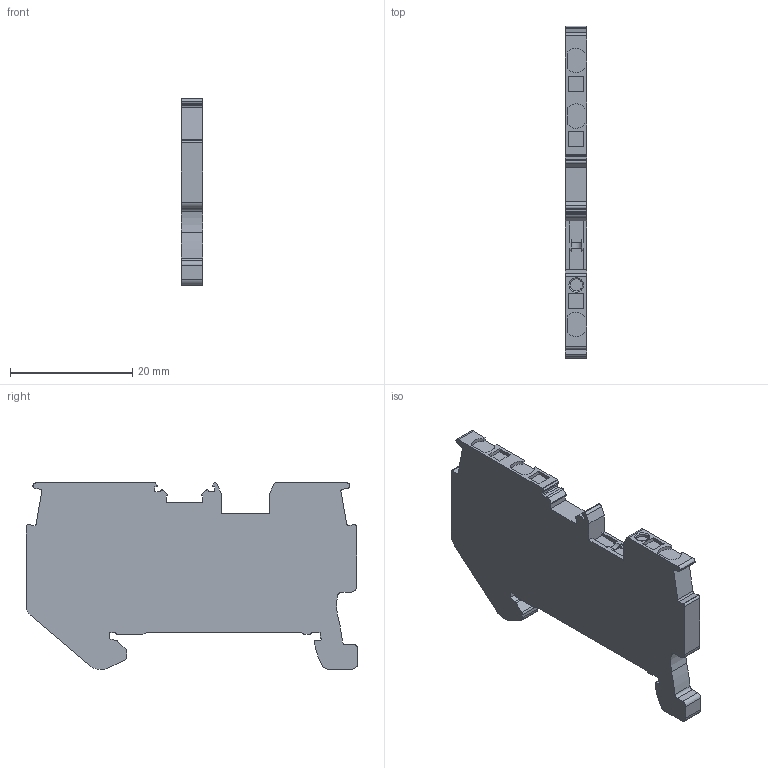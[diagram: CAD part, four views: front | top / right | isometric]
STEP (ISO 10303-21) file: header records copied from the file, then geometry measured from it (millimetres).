
FILE_DESCRIPTION( ( 'Unknown' ), '1' );
FILE_NAME( 'DPT 1.5-3-PE 簡易3D 20230213.stp', 'Unknown', ( 'Unknown' ), ( 'Unknown' ), 'XStep 1.0', 'Unknown', ' ' );
FILE_SCHEMA( ( 'automotive_design' ) );
Length unit declared in the file: millimetre
Products named in the file (1): DPT1.5-PE-FG01-P201_20180307t
Bounding box: 3.5 x 54.3 x 30.5 mm (x, y, z)
Volume: 4458.1 mm3; surface area: 3328.3 mm2
Topology: 1 solids, 1 shells, 170 faces, 484 edges, 320 vertices
Faces by surface type: plane 107, cylinder 62, torus 1
Full cylindrical faces by diameter (mm): 2 x1
Entity records: 6886 total; most frequent: CARTESIAN_POINT 971, ORIENTED_EDGE 962, DIRECTION 948, EDGE_CURVE 481, LINE 356, VECTOR 356, VERTEX_POINT 319, AXIS2_PLACEMENT_3D 296
